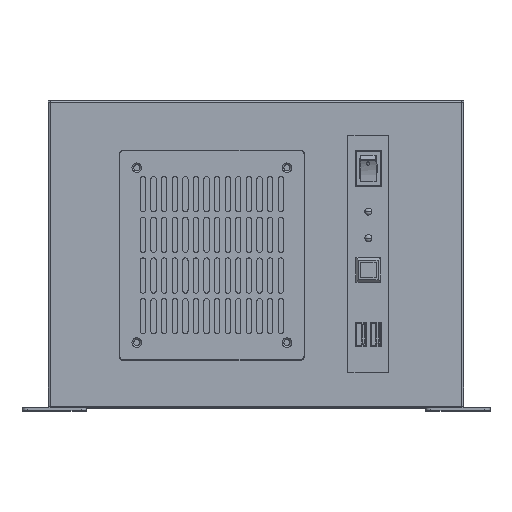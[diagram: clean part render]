
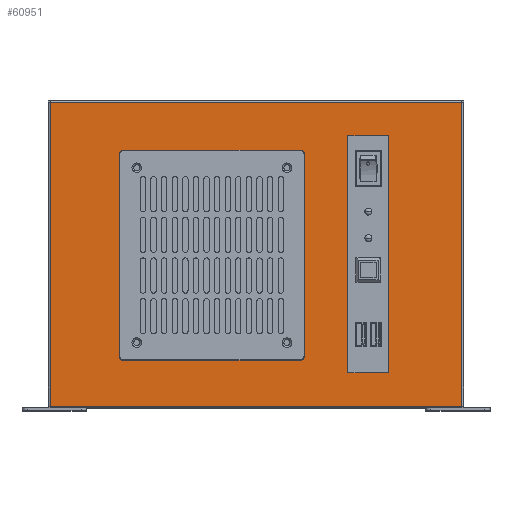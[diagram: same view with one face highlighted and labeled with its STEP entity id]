
A CAD part, top view. The second image highlights one B-rep face of the part: STEP entity #60951.
In plain terms, the highlighted planar face has unit normal (0, 0, 1).
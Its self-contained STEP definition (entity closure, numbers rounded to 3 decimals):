
#167 = DIRECTION ( 'NONE',  ( -1., 0., 0. ) ) ;
#184 = EDGE_CURVE ( 'NONE', #40091, #13407, #31753, .T. ) ;
#240 = ORIENTED_EDGE ( 'NONE', *, *, #184, .F. ) ;
#286 = CARTESIAN_POINT ( 'NONE',  ( 75.2, -67., 0. ) ) ;
#289 = ORIENTED_EDGE ( 'NONE', *, *, #47947, .F. ) ;
#526 = VERTEX_POINT ( 'NONE', #52200 ) ;
#796 = CARTESIAN_POINT ( 'NONE',  ( -116.4, 85.9, 0. ) ) ;
#891 = CARTESIAN_POINT ( 'NONE',  ( 52., 67., 0. ) ) ;
#912 = VERTEX_POINT ( 'NONE', #36909 ) ;
#2602 = CARTESIAN_POINT ( 'NONE',  ( -116.4, 85.9, 0. ) ) ;
#2771 = DIRECTION ( 'NONE',  ( 1., 0., 0. ) ) ;
#3240 = VECTOR ( 'NONE', #26787, 1000. ) ;
#3371 = CARTESIAN_POINT ( 'NONE',  ( -75.1, 56.6, 0. ) ) ;
#3521 = DIRECTION ( 'NONE',  ( -1., 0., 0. ) ) ;
#4258 = CARTESIAN_POINT ( 'NONE',  ( 75.2, 67., 0. ) ) ;
#4450 = LINE ( 'NONE', #24373, #40791 ) ;
#4956 = DIRECTION ( 'NONE',  ( 0., -1., 0. ) ) ;
#5342 = ORIENTED_EDGE ( 'NONE', *, *, #16998, .F. ) ;
#5567 = EDGE_LOOP ( 'NONE', ( #61268, #51749, #16180, #39449 ) ) ;
#5855 = DIRECTION ( 'NONE',  ( -1., 0., 0. ) ) ;
#5939 = CARTESIAN_POINT ( 'NONE',  ( -77.5, 56.6, 0. ) ) ;
#6272 = EDGE_CURVE ( 'NONE', #27344, #22522, #14781, .T. ) ;
#6447 = CARTESIAN_POINT ( 'NONE',  ( -117.5, -85.9, 0. ) ) ;
#7156 = CARTESIAN_POINT ( 'NONE',  ( -75.1, 59., 0. ) ) ;
#7195 = ORIENTED_EDGE ( 'NONE', *, *, #34208, .F. ) ;
#8032 = VERTEX_POINT ( 'NONE', #53926 ) ;
#8072 = CIRCLE ( 'NONE', #16986, 2.4 ) ;
#8462 = VERTEX_POINT ( 'NONE', #31620 ) ;
#9903 = CARTESIAN_POINT ( 'NONE',  ( 52., 67., 0. ) ) ;
#10133 = EDGE_CURVE ( 'NONE', #526, #8462, #4450, .T. ) ;
#10511 = ORIENTED_EDGE ( 'NONE', *, *, #24012, .F. ) ;
#10920 = LINE ( 'NONE', #5939, #36387 ) ;
#10972 = EDGE_LOOP ( 'NONE', ( #289, #31700, #7195, #52849, #240, #5342, #29300, #10511 ) ) ;
#11483 = ORIENTED_EDGE ( 'NONE', *, *, #27213, .F. ) ;
#12570 = DIRECTION ( 'NONE',  ( 1., 0., 0. ) ) ;
#13183 = VERTEX_POINT ( 'NONE', #796 ) ;
#13195 = DIRECTION ( 'NONE',  ( 0., 0., 1. ) ) ;
#13316 = CARTESIAN_POINT ( 'NONE',  ( 52., -67., 0. ) ) ;
#13407 = VERTEX_POINT ( 'NONE', #47108 ) ;
#13528 = VECTOR ( 'NONE', #167, 1000. ) ;
#14781 = LINE ( 'NONE', #48373, #13528 ) ;
#14797 = FACE_OUTER_BOUND ( 'NONE', #5567, .T. ) ;
#15660 = EDGE_CURVE ( 'NONE', #25616, #526, #53808, .T. ) ;
#15982 = VERTEX_POINT ( 'NONE', #39685 ) ;
#16180 = ORIENTED_EDGE ( 'NONE', *, *, #53589, .T. ) ;
#16291 = DIRECTION ( 'NONE',  ( 0., -1., 0. ) ) ;
#16986 = AXIS2_PLACEMENT_3D ( 'NONE', #27194, #13195, #12570 ) ;
#16998 = EDGE_CURVE ( 'NONE', #49707, #40091, #60428, .T. ) ;
#18949 = DIRECTION ( 'NONE',  ( 0., 0., 1. ) ) ;
#19063 = AXIS2_PLACEMENT_3D ( 'NONE', #3371, #31694, #2771 ) ;
#20879 = LINE ( 'NONE', #36416, #3240 ) ;
#21425 = VERTEX_POINT ( 'NONE', #31906 ) ;
#21621 = AXIS2_PLACEMENT_3D ( 'NONE', #31899, #21966, #55578 ) ;
#21966 = DIRECTION ( 'NONE',  ( 0., 0., 1. ) ) ;
#22224 = CARTESIAN_POINT ( 'NONE',  ( -75.1, 59., 0. ) ) ;
#22522 = VERTEX_POINT ( 'NONE', #9903 ) ;
#24012 = EDGE_CURVE ( 'NONE', #42138, #912, #47920, .T. ) ;
#24373 = CARTESIAN_POINT ( 'NONE',  ( 116.4, -85.9, 0. ) ) ;
#25004 = VECTOR ( 'NONE', #48229, 1000. ) ;
#25051 = FACE_BOUND ( 'NONE', #27023, .T. ) ;
#25616 = VERTEX_POINT ( 'NONE', #56566 ) ;
#26148 = EDGE_CURVE ( 'NONE', #8462, #13183, #20879, .T. ) ;
#26237 = CARTESIAN_POINT ( 'NONE',  ( -75.1, -60., 0. ) ) ;
#26372 = CARTESIAN_POINT ( 'NONE',  ( -77.5, -57.6, 0. ) ) ;
#26787 = DIRECTION ( 'NONE',  ( -1., 0., 0. ) ) ;
#26801 = EDGE_CURVE ( 'NONE', #43346, #27344, #27932, .T. ) ;
#27023 = EDGE_LOOP ( 'NONE', ( #11483, #58915, #49193, #39713 ) ) ;
#27194 = CARTESIAN_POINT ( 'NONE',  ( 25.1, -57.6, 0. ) ) ;
#27213 = EDGE_CURVE ( 'NONE', #56638, #43346, #55248, .T. ) ;
#27344 = VERTEX_POINT ( 'NONE', #48365 ) ;
#27505 = CIRCLE ( 'NONE', #31439, 2.4 ) ;
#27861 = CARTESIAN_POINT ( 'NONE',  ( 52., -67., 0. ) ) ;
#27932 = LINE ( 'NONE', #4258, #49187 ) ;
#29300 = ORIENTED_EDGE ( 'NONE', *, *, #39027, .F. ) ;
#29897 = DIRECTION ( 'NONE',  ( 0., -1., 0. ) ) ;
#31439 = AXIS2_PLACEMENT_3D ( 'NONE', #61619, #18949, #5855 ) ;
#31620 = CARTESIAN_POINT ( 'NONE',  ( 116.4, 85.9, 0. ) ) ;
#31694 = DIRECTION ( 'NONE',  ( 0., 0., 1. ) ) ;
#31700 = ORIENTED_EDGE ( 'NONE', *, *, #39495, .F. ) ;
#31753 = LINE ( 'NONE', #50769, #25004 ) ;
#31899 = CARTESIAN_POINT ( 'NONE',  ( -75.1, -57.6, 0. ) ) ;
#31906 = CARTESIAN_POINT ( 'NONE',  ( 27.5, 56.6, 0. ) ) ;
#33244 = LINE ( 'NONE', #891, #56356 ) ;
#33307 = VECTOR ( 'NONE', #16291, 1000. ) ;
#33457 = CARTESIAN_POINT ( 'NONE',  ( 0., 0., 0. ) ) ;
#33779 = FACE_BOUND ( 'NONE', #10972, .T. ) ;
#34208 = EDGE_CURVE ( 'NONE', #8032, #21425, #37789, .T. ) ;
#35584 = VECTOR ( 'NONE', #56162, 1000. ) ;
#36387 = VECTOR ( 'NONE', #29897, 1000. ) ;
#36416 = CARTESIAN_POINT ( 'NONE',  ( 117.5, 85.9, 0. ) ) ;
#36909 = CARTESIAN_POINT ( 'NONE',  ( -77.5, 56.6, 0. ) ) ;
#37789 = LINE ( 'NONE', #42140, #35584 ) ;
#39027 = EDGE_CURVE ( 'NONE', #912, #49707, #10920, .T. ) ;
#39400 = EDGE_CURVE ( 'NONE', #22522, #56638, #33244, .T. ) ;
#39449 = ORIENTED_EDGE ( 'NONE', *, *, #15660, .T. ) ;
#39495 = EDGE_CURVE ( 'NONE', #21425, #15982, #27505, .T. ) ;
#39685 = CARTESIAN_POINT ( 'NONE',  ( 25.1, 59., 0. ) ) ;
#39713 = ORIENTED_EDGE ( 'NONE', *, *, #26801, .F. ) ;
#40091 = VERTEX_POINT ( 'NONE', #26237 ) ;
#40791 = VECTOR ( 'NONE', #47412, 1000. ) ;
#42138 = VERTEX_POINT ( 'NONE', #7156 ) ;
#42140 = CARTESIAN_POINT ( 'NONE',  ( 27.5, 56.6, 0. ) ) ;
#42469 = AXIS2_PLACEMENT_3D ( 'NONE', #33457, #48394, #52792 ) ;
#43346 = VERTEX_POINT ( 'NONE', #286 ) ;
#43413 = PLANE ( 'NONE',  #42469 ) ;
#44427 = DIRECTION ( 'NONE',  ( 1., 0., 0. ) ) ;
#47108 = CARTESIAN_POINT ( 'NONE',  ( 25.1, -60., 0. ) ) ;
#47412 = DIRECTION ( 'NONE',  ( 0., 1., 0. ) ) ;
#47873 = EDGE_CURVE ( 'NONE', #13407, #8032, #8072, .T. ) ;
#47920 = CIRCLE ( 'NONE', #19063, 2.4 ) ;
#47947 = EDGE_CURVE ( 'NONE', #15982, #42138, #55211, .T. ) ;
#48229 = DIRECTION ( 'NONE',  ( 1., 0., 0. ) ) ;
#48332 = VECTOR ( 'NONE', #44427, 1000. ) ;
#48365 = CARTESIAN_POINT ( 'NONE',  ( 75.2, 67., 0. ) ) ;
#48373 = CARTESIAN_POINT ( 'NONE',  ( 52., 67., 0. ) ) ;
#48394 = DIRECTION ( 'NONE',  ( 0., 0., -1. ) ) ;
#49187 = VECTOR ( 'NONE', #55328, 1000. ) ;
#49193 = ORIENTED_EDGE ( 'NONE', *, *, #6272, .F. ) ;
#49707 = VERTEX_POINT ( 'NONE', #26372 ) ;
#50769 = CARTESIAN_POINT ( 'NONE',  ( -75.1, -60., 0. ) ) ;
#50904 = DIRECTION ( 'NONE',  ( 1., 0., 0. ) ) ;
#51749 = ORIENTED_EDGE ( 'NONE', *, *, #26148, .T. ) ;
#52200 = CARTESIAN_POINT ( 'NONE',  ( 116.4, -85.9, 0. ) ) ;
#52792 = DIRECTION ( 'NONE',  ( 0., -1., 0. ) ) ;
#52849 = ORIENTED_EDGE ( 'NONE', *, *, #47873, .F. ) ;
#53589 = EDGE_CURVE ( 'NONE', #13183, #25616, #54598, .T. ) ;
#53808 = LINE ( 'NONE', #6447, #48332 ) ;
#53926 = CARTESIAN_POINT ( 'NONE',  ( 27.5, -57.6, 0. ) ) ;
#54598 = LINE ( 'NONE', #2602, #33307 ) ;
#54861 = VECTOR ( 'NONE', #3521, 1000. ) ;
#55211 = LINE ( 'NONE', #22224, #54861 ) ;
#55248 = LINE ( 'NONE', #27861, #59187 ) ;
#55328 = DIRECTION ( 'NONE',  ( 0., 1., 0. ) ) ;
#55578 = DIRECTION ( 'NONE',  ( 1., 0., 0. ) ) ;
#56162 = DIRECTION ( 'NONE',  ( 0., 1., 0. ) ) ;
#56356 = VECTOR ( 'NONE', #4956, 1000. ) ;
#56566 = CARTESIAN_POINT ( 'NONE',  ( -116.4, -85.9, 0. ) ) ;
#56638 = VERTEX_POINT ( 'NONE', #13316 ) ;
#58915 = ORIENTED_EDGE ( 'NONE', *, *, #39400, .F. ) ;
#59187 = VECTOR ( 'NONE', #50904, 1000. ) ;
#60428 = CIRCLE ( 'NONE', #21621, 2.4 ) ;
#60951 = ADVANCED_FACE ( 'NONE', ( #14797, #25051, #33779 ), #43413, .F. ) ;
#61268 = ORIENTED_EDGE ( 'NONE', *, *, #10133, .T. ) ;
#61619 = CARTESIAN_POINT ( 'NONE',  ( 25.1, 56.6, 0. ) ) ;
